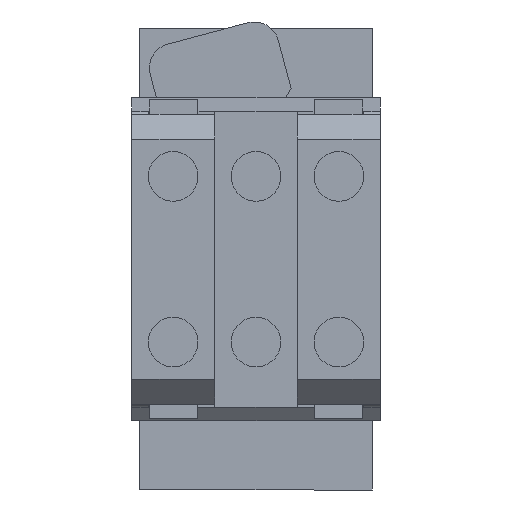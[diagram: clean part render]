
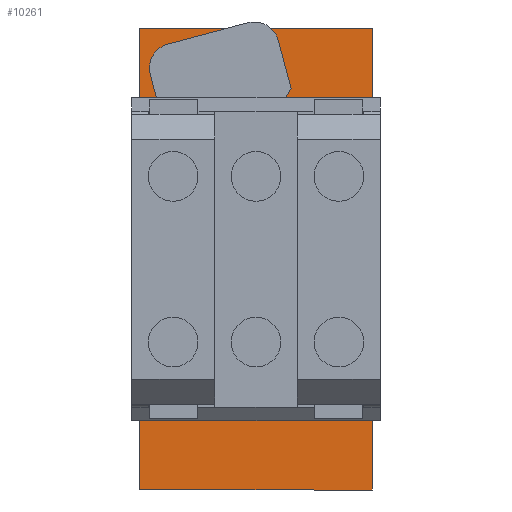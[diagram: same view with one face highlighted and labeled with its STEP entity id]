
A CAD part, front view. The second image highlights one B-rep face of the part: STEP entity #10261.
In plain terms, the highlighted planar face has unit normal (0, -1, 0).
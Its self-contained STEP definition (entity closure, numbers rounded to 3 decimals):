
#219 = AXIS2_PLACEMENT_3D ( 'NONE', #5250, #7261, #10080 ) ;
#572 = VERTEX_POINT ( 'NONE', #10488 ) ;
#888 = CIRCLE ( 'NONE', #2063, 13.5 ) ;
#1025 = DIRECTION ( 'NONE',  ( 0., 0., 1. ) ) ;
#1452 = EDGE_CURVE ( 'NONE', #12443, #1665, #10862, .T. ) ;
#1591 = FACE_OUTER_BOUND ( 'NONE', #7118, .T. ) ;
#1665 = VERTEX_POINT ( 'NONE', #10075 ) ;
#1822 = EDGE_CURVE ( 'NONE', #7402, #7985, #2495, .T. ) ;
#2063 = AXIS2_PLACEMENT_3D ( 'NONE', #7165, #5155, #1025 ) ;
#2495 = CIRCLE ( 'NONE', #219, 13.5 ) ;
#2518 = ORIENTED_EDGE ( 'NONE', *, *, #5724, .F. ) ;
#3311 = DIRECTION ( 'NONE',  ( -1., 0., 0. ) ) ;
#3638 = CARTESIAN_POINT ( 'NONE',  ( -14., 7.3, 27.85 ) ) ;
#4136 = VECTOR ( 'NONE', #5735, 1000. ) ;
#4348 = FACE_BOUND ( 'NONE', #7504, .T. ) ;
#4687 = CARTESIAN_POINT ( 'NONE',  ( 0., 7.3, 0. ) ) ;
#4804 = CARTESIAN_POINT ( 'NONE',  ( -14., 7.3, -27.85 ) ) ;
#4951 = LINE ( 'NONE', #12771, #7032 ) ;
#5155 = DIRECTION ( 'NONE',  ( 0., 1., 0. ) ) ;
#5250 = CARTESIAN_POINT ( 'NONE',  ( 0., 7.3, 0. ) ) ;
#5271 = CARTESIAN_POINT ( 'NONE',  ( 14., 7.3, -27.85 ) ) ;
#5724 = EDGE_CURVE ( 'NONE', #1665, #572, #7434, .T. ) ;
#5735 = DIRECTION ( 'NONE',  ( 0., 0., 1. ) ) ;
#5814 = DIRECTION ( 'NONE',  ( 0., 1., 0. ) ) ;
#6878 = LINE ( 'NONE', #8632, #10239 ) ;
#7018 = VERTEX_POINT ( 'NONE', #5271 ) ;
#7032 = VECTOR ( 'NONE', #9615, 1000. ) ;
#7118 = EDGE_LOOP ( 'NONE', ( #12860, #12730, #8479, #2518 ) ) ;
#7165 = CARTESIAN_POINT ( 'NONE',  ( 0., 7.3, 0. ) ) ;
#7261 = DIRECTION ( 'NONE',  ( 0., 1., 0. ) ) ;
#7402 = VERTEX_POINT ( 'NONE', #9255 ) ;
#7434 = LINE ( 'NONE', #8721, #8406 ) ;
#7456 = EDGE_CURVE ( 'NONE', #7018, #12443, #6878, .T. ) ;
#7504 = EDGE_LOOP ( 'NONE', ( #11353, #13338 ) ) ;
#7868 = PLANE ( 'NONE',  #13276 ) ;
#7985 = VERTEX_POINT ( 'NONE', #10483 ) ;
#8406 = VECTOR ( 'NONE', #12648, 1000. ) ;
#8479 = ORIENTED_EDGE ( 'NONE', *, *, #11721, .F. ) ;
#8632 = CARTESIAN_POINT ( 'NONE',  ( 14., 7.3, -27.85 ) ) ;
#8721 = CARTESIAN_POINT ( 'NONE',  ( 14., 7.3, 27.85 ) ) ;
#9255 = CARTESIAN_POINT ( 'NONE',  ( 0., 7.3, 13.5 ) ) ;
#9615 = DIRECTION ( 'NONE',  ( 0., 0., -1. ) ) ;
#10075 = CARTESIAN_POINT ( 'NONE',  ( -14., 7.3, 27.85 ) ) ;
#10080 = DIRECTION ( 'NONE',  ( 0., 0., 1. ) ) ;
#10239 = VECTOR ( 'NONE', #3311, 1000. ) ;
#10261 = ADVANCED_FACE ( 'NONE', ( #4348, #1591 ), #7868, .F. ) ;
#10483 = CARTESIAN_POINT ( 'NONE',  ( 0., 7.3, -13.5 ) ) ;
#10488 = CARTESIAN_POINT ( 'NONE',  ( 14., 7.3, 27.85 ) ) ;
#10862 = LINE ( 'NONE', #3638, #4136 ) ;
#11353 = ORIENTED_EDGE ( 'NONE', *, *, #11460, .T. ) ;
#11460 = EDGE_CURVE ( 'NONE', #7985, #7402, #888, .T. ) ;
#11721 = EDGE_CURVE ( 'NONE', #572, #7018, #4951, .T. ) ;
#12443 = VERTEX_POINT ( 'NONE', #4804 ) ;
#12648 = DIRECTION ( 'NONE',  ( 1., 0., 0. ) ) ;
#12730 = ORIENTED_EDGE ( 'NONE', *, *, #7456, .F. ) ;
#12771 = CARTESIAN_POINT ( 'NONE',  ( 14., 7.3, 27.85 ) ) ;
#12814 = DIRECTION ( 'NONE',  ( 0., 0., 1. ) ) ;
#12860 = ORIENTED_EDGE ( 'NONE', *, *, #1452, .F. ) ;
#13276 = AXIS2_PLACEMENT_3D ( 'NONE', #4687, #5814, #12814 ) ;
#13338 = ORIENTED_EDGE ( 'NONE', *, *, #1822, .T. ) ;
